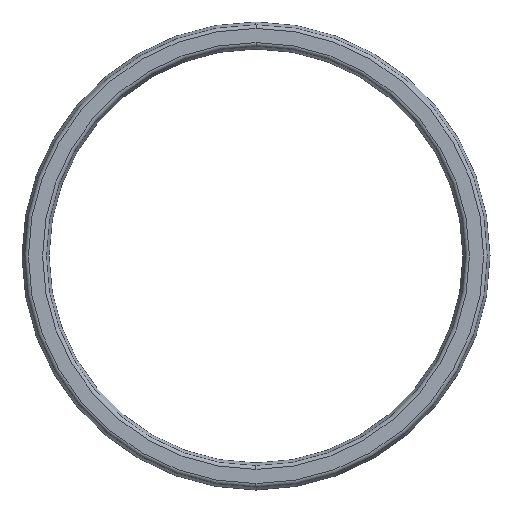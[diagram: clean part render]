
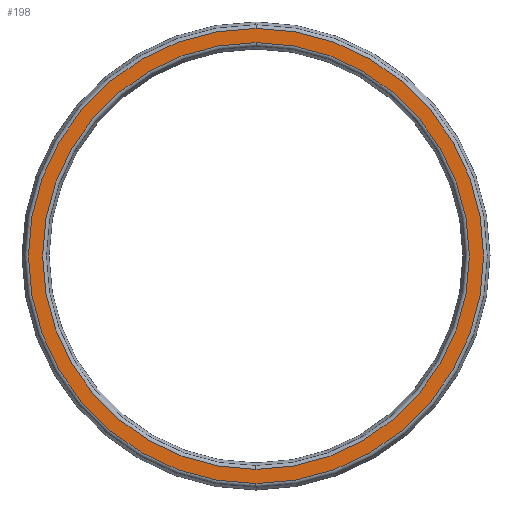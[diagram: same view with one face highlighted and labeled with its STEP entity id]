
A CAD part, front view. The second image highlights one B-rep face of the part: STEP entity #198.
In plain terms, the highlighted planar face has unit normal (0, -1, 0).
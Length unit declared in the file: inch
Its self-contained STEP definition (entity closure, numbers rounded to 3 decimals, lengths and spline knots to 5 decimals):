
#10 = EDGE_CURVE ( 'NONE', #649, #359, #615, .T. ) ;
#24 = CARTESIAN_POINT ( 'NONE',  ( 3.5625, -0.3125, 0. ) ) ;
#35 = CIRCLE ( 'NONE', #212, 3.67738 ) ;
#37 = DIRECTION ( 'NONE',  ( 0., 1., 0. ) ) ;
#67 = EDGE_LOOP ( 'NONE', ( #635, #530 ) ) ;
#79 = EDGE_LOOP ( 'NONE', ( #121, #269 ) ) ;
#84 = CARTESIAN_POINT ( 'NONE',  ( -0.15625, -0.3125, 0. ) ) ;
#113 = FACE_BOUND ( 'NONE', #67, .T. ) ;
#121 = ORIENTED_EDGE ( 'NONE', *, *, #497, .T. ) ;
#147 = CARTESIAN_POINT ( 'NONE',  ( 3.5625, -0.3125, 0. ) ) ;
#157 = FACE_OUTER_BOUND ( 'NONE', #79, .T. ) ;
#174 = CIRCLE ( 'NONE', #493, 3.67738 ) ;
#198 = ADVANCED_FACE ( 'NONE', ( #157, #113 ), #409, .T. ) ;
#212 = AXIS2_PLACEMENT_3D ( 'NONE', #620, #261, #611 ) ;
#219 = DIRECTION ( 'NONE',  ( 0., 0., -1. ) ) ;
#231 = DIRECTION ( 'NONE',  ( 0., 0., -1. ) ) ;
#250 = DIRECTION ( 'NONE',  ( 0., 0., -1. ) ) ;
#261 = DIRECTION ( 'NONE',  ( 0., -1., 0. ) ) ;
#269 = ORIENTED_EDGE ( 'NONE', *, *, #388, .T. ) ;
#272 = DIRECTION ( 'NONE',  ( 0., 1., 0. ) ) ;
#290 = AXIS2_PLACEMENT_3D ( 'NONE', #542, #37, #231 ) ;
#311 = CARTESIAN_POINT ( 'NONE',  ( 3.5625, -0.3125, -3.44762 ) ) ;
#359 = VERTEX_POINT ( 'NONE', #587 ) ;
#383 = AXIS2_PLACEMENT_3D ( 'NONE', #84, #528, #464 ) ;
#387 = VERTEX_POINT ( 'NONE', #461 ) ;
#388 = EDGE_CURVE ( 'NONE', #408, #387, #35, .T. ) ;
#408 = VERTEX_POINT ( 'NONE', #554 ) ;
#409 = PLANE ( 'NONE',  #383 ) ;
#447 = EDGE_CURVE ( 'NONE', #359, #649, #603, .T. ) ;
#461 = CARTESIAN_POINT ( 'NONE',  ( 3.5625, -0.3125, -3.67738 ) ) ;
#464 = DIRECTION ( 'NONE',  ( 0., 0., -1. ) ) ;
#485 = AXIS2_PLACEMENT_3D ( 'NONE', #24, #272, #219 ) ;
#493 = AXIS2_PLACEMENT_3D ( 'NONE', #147, #558, #250 ) ;
#497 = EDGE_CURVE ( 'NONE', #387, #408, #174, .T. ) ;
#528 = DIRECTION ( 'NONE',  ( 0., -1., 0. ) ) ;
#530 = ORIENTED_EDGE ( 'NONE', *, *, #447, .T. ) ;
#542 = CARTESIAN_POINT ( 'NONE',  ( 3.5625, -0.3125, 0. ) ) ;
#554 = CARTESIAN_POINT ( 'NONE',  ( 3.5625, -0.3125, 3.67738 ) ) ;
#558 = DIRECTION ( 'NONE',  ( 0., -1., 0. ) ) ;
#587 = CARTESIAN_POINT ( 'NONE',  ( 3.5625, -0.3125, 3.44762 ) ) ;
#603 = CIRCLE ( 'NONE', #290, 3.44762 ) ;
#611 = DIRECTION ( 'NONE',  ( 0., 0., -1. ) ) ;
#615 = CIRCLE ( 'NONE', #485, 3.44762 ) ;
#620 = CARTESIAN_POINT ( 'NONE',  ( 3.5625, -0.3125, 0. ) ) ;
#635 = ORIENTED_EDGE ( 'NONE', *, *, #10, .T. ) ;
#649 = VERTEX_POINT ( 'NONE', #311 ) ;
